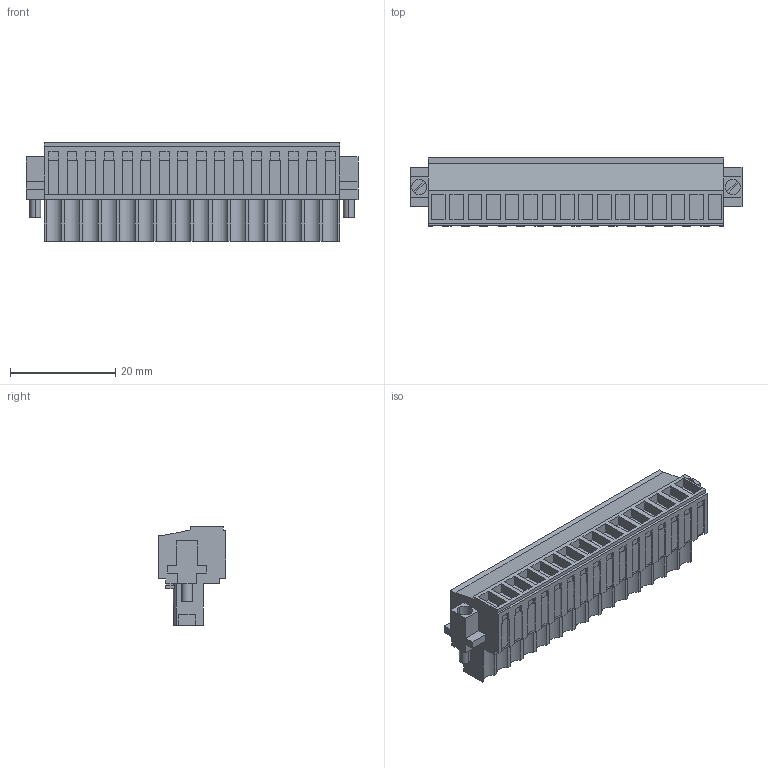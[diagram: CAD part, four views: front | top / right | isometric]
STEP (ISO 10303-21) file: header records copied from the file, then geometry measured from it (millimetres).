
FILE_DESCRIPTION(('CATIA V5R24 STEP','CAx-IF Rec.Pracs.--- Model Styling and Organization---1.2---2011-12-15'),'2;1');
FILE_NAME ('D1453564_0_1615920000_1615920000.stp','2017-05-09T13:01:39+00:00',('none'),('Weidmueller'),'CATIA Version 5-6 Release 2014 SP4 HF52','CATIA V5 STEP AP214','none');
FILE_SCHEMA(('AUTOMOTIVE_DESIGN { 1 0 10303 214 1 1 1 1 }'));
Length unit declared in the file: millimetre
Products named in the file (1): 1615920000
Bounding box: 63 x 12.9 x 18.7 mm (x, y, z)
Volume: 8499.8 mm3; surface area: 6822.9 mm2
Topology: 19 solids, 19 shells, 1013 faces, 2835 edges, 1930 vertices
Faces by surface type: plane 897, cylinder 116
Entity records: 31223 total; most frequent: CARTESIAN_POINT 5707, ORIENTED_EDGE 5670, DIRECTION 4050, EDGE_CURVE 2835, VECTOR 2431, LINE 2431, VERTEX_POINT 1930, EDGE_LOOP 1087
